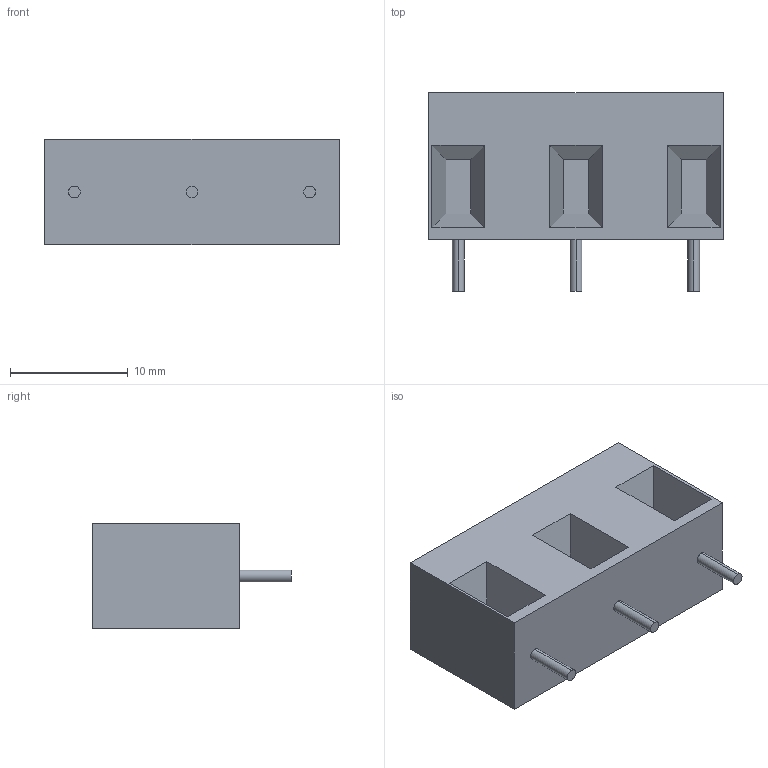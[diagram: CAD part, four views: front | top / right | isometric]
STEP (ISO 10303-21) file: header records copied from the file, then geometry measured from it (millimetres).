
FILE_DESCRIPTION (( 'STEP AP214' ), '1' );
FILE_NAME ('borna 100m pitch 897-0770.STEP', '2022-09-01T08:04:01', ( '' ), ( '' ), 'SwSTEP 2.0', 'SolidWorks 2020', '' );
FILE_SCHEMA (( 'AUTOMOTIVE_DESIGN' ));
Length unit declared in the file: millimetre
Products named in the file (1): borna 100m pitch 897-0770
Bounding box: 25 x 16.9 x 9 mm (x, y, z)
Volume: 2561.6 mm3; surface area: 1526.7 mm2
Topology: 1 solids, 1 shells, 30 faces, 66 edges, 44 vertices
Faces by surface type: plane 24, cylinder 6
Entity records: 856 total; most frequent: CARTESIAN_POINT 141, DIRECTION 140, ORIENTED_EDGE 132, EDGE_CURVE 66, LINE 54, VECTOR 54, VERTEX_POINT 44, AXIS2_PLACEMENT_3D 43
